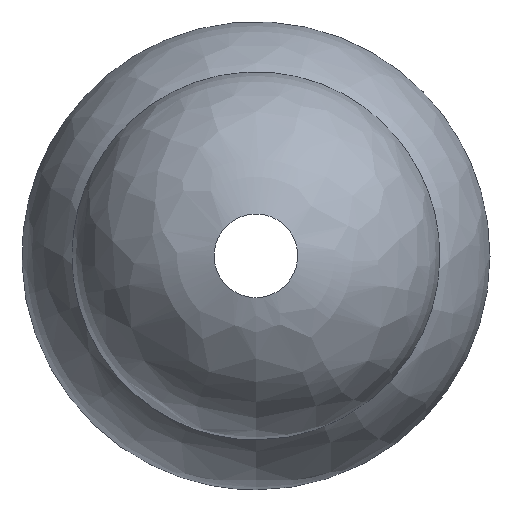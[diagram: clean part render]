
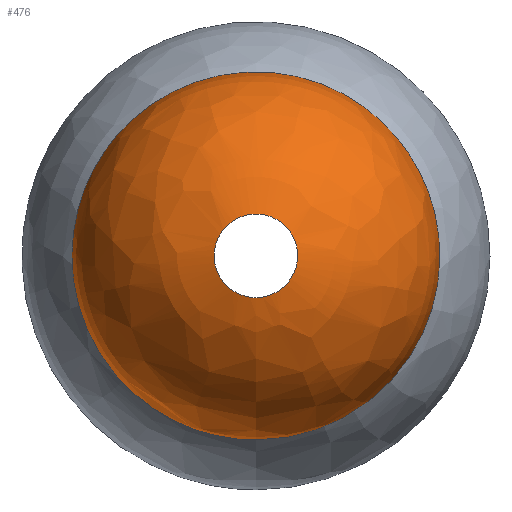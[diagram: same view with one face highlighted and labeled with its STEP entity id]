
A CAD part, front view. The second image highlights one B-rep face of the part: STEP entity #476.
In plain terms, the highlighted free-form (B-spline) face has degree [2, 2] with [9, 3] control points.
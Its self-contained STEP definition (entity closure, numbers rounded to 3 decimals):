
#457 = EDGE_CURVE('',#458,#458,#460,.T.);
#458 = VERTEX_POINT('',#459);
#459 = CARTESIAN_POINT('',(0.,4.299,-4.414));
#460 = ( BOUNDED_CURVE() B_SPLINE_CURVE(2,(#461,#462,#463,#464,#465,#466
,#467),.UNSPECIFIED.,.T.,.F.) B_SPLINE_CURVE_WITH_KNOTS((1,2,2,2,2,1),(
    -2.094,0.,2.094,4.189,6.283,
8.378),.UNSPECIFIED.) CURVE() GEOMETRIC_REPRESENTATION_ITEM() 
RATIONAL_B_SPLINE_CURVE((1.,0.5,1.,0.5,1.,0.5,1.)) REPRESENTATION_ITEM(
  '') );
#461 = CARTESIAN_POINT('',(0.,4.299,-4.414));
#462 = CARTESIAN_POINT('',(7.646,4.299,-4.414
    ));
#463 = CARTESIAN_POINT('',(3.823,4.299,2.207)
  );
#464 = CARTESIAN_POINT('',(0.,4.299,
    8.829));
#465 = CARTESIAN_POINT('',(-3.823,4.299,2.207
    ));
#466 = CARTESIAN_POINT('',(-7.646,4.299,
    -4.414));
#467 = CARTESIAN_POINT('',(0.,4.299,-4.414));
#476 = ADVANCED_FACE('',(#477),#503,.T.);
#477 = FACE_BOUND('',#478,.T.);
#478 = EDGE_LOOP('',(#479,#491,#501,#502));
#479 = ORIENTED_EDGE('',*,*,#480,.F.);
#480 = EDGE_CURVE('',#481,#481,#483,.T.);
#481 = VERTEX_POINT('',#482);
#482 = CARTESIAN_POINT('',(0.,0.,-1.003));
#483 = ( BOUNDED_CURVE() B_SPLINE_CURVE(2,(#484,#485,#486,#487,#488,#489
,#490),.UNSPECIFIED.,.T.,.F.) B_SPLINE_CURVE_WITH_KNOTS((1,2,2,2,2,1),(
    -2.094,0.,2.094,4.189,6.283,
8.378),.UNSPECIFIED.) CURVE() GEOMETRIC_REPRESENTATION_ITEM() 
RATIONAL_B_SPLINE_CURVE((1.,0.5,1.,0.5,1.,0.5,1.)) REPRESENTATION_ITEM(
  '') );
#484 = CARTESIAN_POINT('',(0.,0.,-1.003));
#485 = CARTESIAN_POINT('',(1.738,0.,-1.003));
#486 = CARTESIAN_POINT('',(0.869,0.,0.502));
#487 = CARTESIAN_POINT('',(0.,0.,2.006));
#488 = CARTESIAN_POINT('',(-0.869,0.,0.502));
#489 = CARTESIAN_POINT('',(-1.738,0.,-1.003));
#490 = CARTESIAN_POINT('',(0.,0.,-1.003));
#491 = ORIENTED_EDGE('',*,*,#492,.F.);
#492 = EDGE_CURVE('',#458,#481,#493,.T.);
#493 = B_SPLINE_CURVE_WITH_KNOTS('',6,(#494,#495,#496,#497,#498,#499,
    #500),.UNSPECIFIED.,.F.,.F.,(7,7),(0.,1.342),
  .PIECEWISE_BEZIER_KNOTS.);
#494 = CARTESIAN_POINT('',(0.,4.299,
    -4.414));
#495 = CARTESIAN_POINT('',(0.,3.312,
    -4.414));
#496 = CARTESIAN_POINT('',(0.,2.325,
    -4.15));
#497 = CARTESIAN_POINT('',(0.,1.427,
    -3.62));
#498 = CARTESIAN_POINT('',(0.,0.706,
    -2.865));
#499 = CARTESIAN_POINT('',(0.,0.224,
    -1.964));
#500 = CARTESIAN_POINT('',(0.,0.,
    -1.003));
#501 = ORIENTED_EDGE('',*,*,#457,.T.);
#502 = ORIENTED_EDGE('',*,*,#492,.T.);
#503 = ( BOUNDED_SURFACE() B_SPLINE_SURFACE(2,2,(
    (#504,#505,#506)
    ,(#507,#508,#509)
    ,(#510,#511,#512)
    ,(#513,#514,#515)
    ,(#516,#517,#518)
    ,(#519,#520,#521)
    ,(#522,#523,#524)
    ,(#525,#526,#527)
    ,(#528,#529,#530
)),.UNSPECIFIED.,.T.,.F.,.F.) B_SPLINE_SURFACE_WITH_KNOTS((3,2,2,2,3),(3
    ,3),(3.142,4.189,6.283,8.378,
    9.425),(0.,1.342),.UNSPECIFIED.) 
GEOMETRIC_REPRESENTATION_ITEM() RATIONAL_B_SPLINE_SURFACE((
    (0.75,0.588,0.75)
    ,(0.75,0.588,0.75)
    ,(1.,0.783,1.)
    ,(0.5,0.392,0.5)
    ,(1.,0.783,1.)
    ,(0.5,0.392,0.5)
    ,(1.,0.783,1.)
    ,(0.75,0.588,0.75)
,(0.75,0.588,0.75))) REPRESENTATION_ITEM('') SURFACE() );
#504 = CARTESIAN_POINT('',(0.,4.299,-4.414));
#505 = CARTESIAN_POINT('',(0.,0.796,
    -4.414));
#506 = CARTESIAN_POINT('',(0.,0.,-1.003));
#507 = CARTESIAN_POINT('',(2.549,4.299,-4.414
    ));
#508 = CARTESIAN_POINT('',(2.549,0.796,-4.414
    ));
#509 = CARTESIAN_POINT('',(0.579,0.,
    -1.003));
#510 = CARTESIAN_POINT('',(3.823,4.299,-2.207
    ));
#511 = CARTESIAN_POINT('',(3.823,0.796,-2.207
    ));
#512 = CARTESIAN_POINT('',(0.869,0.,
    -0.502));
#513 = CARTESIAN_POINT('',(7.646,4.299,4.414)
  );
#514 = CARTESIAN_POINT('',(7.646,0.796,4.414)
  );
#515 = CARTESIAN_POINT('',(1.738,0.,
    1.003));
#516 = CARTESIAN_POINT('',(0.,4.299,4.414));
#517 = CARTESIAN_POINT('',(0.,0.796,4.414));
#518 = CARTESIAN_POINT('',(0.,0.,1.003));
#519 = CARTESIAN_POINT('',(-7.646,4.299,4.414
    ));
#520 = CARTESIAN_POINT('',(-7.646,0.796,4.414
    ));
#521 = CARTESIAN_POINT('',(-1.738,0.,
    1.003));
#522 = CARTESIAN_POINT('',(-3.823,4.299,
    -2.207));
#523 = CARTESIAN_POINT('',(-3.823,0.796,
    -2.207));
#524 = CARTESIAN_POINT('',(-0.869,0.,
    -0.502));
#525 = CARTESIAN_POINT('',(-2.549,4.299,
    -4.414));
#526 = CARTESIAN_POINT('',(-2.549,0.796,
    -4.414));
#527 = CARTESIAN_POINT('',(-0.579,0.,
    -1.003));
#528 = CARTESIAN_POINT('',(0.,4.299,-4.414));
#529 = CARTESIAN_POINT('',(0.,0.796,
    -4.414));
#530 = CARTESIAN_POINT('',(0.,0.,-1.003));
